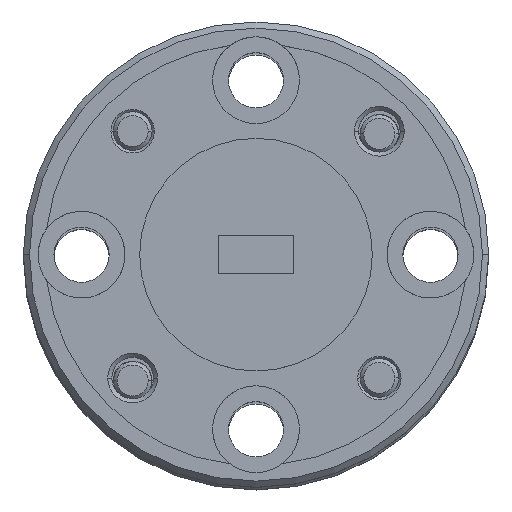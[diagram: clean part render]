
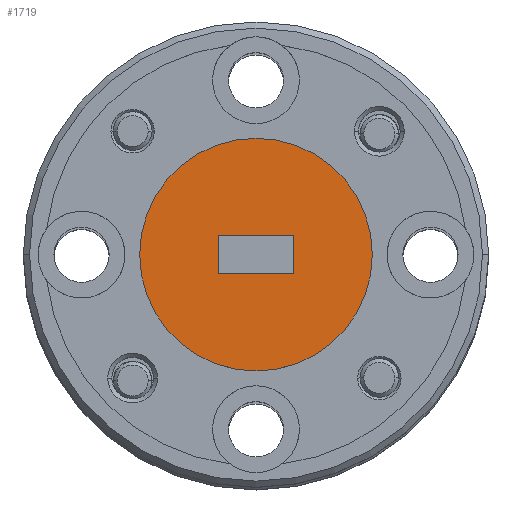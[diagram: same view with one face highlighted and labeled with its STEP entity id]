
A CAD part, top view. The second image highlights one B-rep face of the part: STEP entity #1719.
In plain terms, the highlighted planar face has unit normal (0, 0, 1).
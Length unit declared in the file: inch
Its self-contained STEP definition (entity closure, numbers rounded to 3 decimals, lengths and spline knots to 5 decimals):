
#52 = FACE_BOUND ( 'NONE', #283, .T. ) ;
#179 = DIRECTION ( 'NONE',  ( 0., 0., 1. ) ) ;
#201 = CARTESIAN_POINT ( 'NONE',  ( -0.57273, -0.04869, 0.8353 ) ) ;
#236 = AXIS2_PLACEMENT_3D ( 'NONE', #201, #179, #4208 ) ;
#271 = CARTESIAN_POINT ( 'NONE',  ( -0.57273, -0.04869, 0.8353 ) ) ;
#283 = EDGE_LOOP ( 'NONE', ( #880, #1776, #1200, #1620 ) ) ;
#346 = LINE ( 'NONE', #367, #2278 ) ;
#367 = CARTESIAN_POINT ( 'NONE',  ( -0.63373, -0.01819, 0.8353 ) ) ;
#371 = CARTESIAN_POINT ( 'NONE',  ( -0.63373, -0.07919, 0.8353 ) ) ;
#522 = EDGE_CURVE ( 'NONE', #3030, #1501, #4288, .T. ) ;
#597 = VERTEX_POINT ( 'NONE', #820 ) ;
#639 = CARTESIAN_POINT ( 'NONE',  ( -0.63373, -0.07919, 0.8353 ) ) ;
#820 = CARTESIAN_POINT ( 'NONE',  ( -0.51173, -0.07919, 0.8353 ) ) ;
#847 = VECTOR ( 'NONE', #972, 39.37008 ) ;
#880 = ORIENTED_EDGE ( 'NONE', *, *, #1332, .F. ) ;
#964 = EDGE_CURVE ( 'NONE', #3310, #4391, #346, .T. ) ;
#972 = DIRECTION ( 'NONE',  ( 0., -1., 0. ) ) ;
#1049 = DIRECTION ( 'NONE',  ( 0., 0., 1. ) ) ;
#1113 = ORIENTED_EDGE ( 'NONE', *, *, #2388, .T. ) ;
#1200 = ORIENTED_EDGE ( 'NONE', *, *, #1723, .F. ) ;
#1332 = EDGE_CURVE ( 'NONE', #597, #3310, #2896, .T. ) ;
#1367 = CIRCLE ( 'NONE', #236, 0.1875 ) ;
#1432 = DIRECTION ( 'NONE',  ( 1., 0., 0. ) ) ;
#1501 = VERTEX_POINT ( 'NONE', #2463 ) ;
#1514 = LINE ( 'NONE', #371, #2220 ) ;
#1557 = LINE ( 'NONE', #1628, #847 ) ;
#1620 = ORIENTED_EDGE ( 'NONE', *, *, #964, .F. ) ;
#1628 = CARTESIAN_POINT ( 'NONE',  ( -0.63373, -0.01819, 0.8353 ) ) ;
#1669 = EDGE_CURVE ( 'NONE', #2984, #597, #1514, .T. ) ;
#1688 = CARTESIAN_POINT ( 'NONE',  ( -0.38523, -0.04869, 0.8353 ) ) ;
#1719 = ADVANCED_FACE ( 'NONE', ( #1754, #52 ), #4149, .T. ) ;
#1723 = EDGE_CURVE ( 'NONE', #4391, #2984, #1557, .T. ) ;
#1754 = FACE_OUTER_BOUND ( 'NONE', #3304, .T. ) ;
#1776 = ORIENTED_EDGE ( 'NONE', *, *, #1669, .F. ) ;
#1903 = CARTESIAN_POINT ( 'NONE',  ( -0.63373, -0.01819, 0.8353 ) ) ;
#1923 = DIRECTION ( 'NONE',  ( 1., 0., 0. ) ) ;
#2004 = CARTESIAN_POINT ( 'NONE',  ( -0.57273, -0.04869, 0.8353 ) ) ;
#2220 = VECTOR ( 'NONE', #1432, 39.37008 ) ;
#2270 = VECTOR ( 'NONE', #2281, 39.37008 ) ;
#2278 = VECTOR ( 'NONE', #2333, 39.37008 ) ;
#2281 = DIRECTION ( 'NONE',  ( 0., 1., 0. ) ) ;
#2333 = DIRECTION ( 'NONE',  ( -1., 0., 0. ) ) ;
#2388 = EDGE_CURVE ( 'NONE', #1501, #3030, #1367, .T. ) ;
#2463 = CARTESIAN_POINT ( 'NONE',  ( -0.76023, -0.04869, 0.8353 ) ) ;
#2896 = LINE ( 'NONE', #4277, #2270 ) ;
#2984 = VERTEX_POINT ( 'NONE', #639 ) ;
#3030 = VERTEX_POINT ( 'NONE', #1688 ) ;
#3230 = CARTESIAN_POINT ( 'NONE',  ( -0.51173, -0.01819, 0.8353 ) ) ;
#3304 = EDGE_LOOP ( 'NONE', ( #3926, #1113 ) ) ;
#3310 = VERTEX_POINT ( 'NONE', #3230 ) ;
#3454 = AXIS2_PLACEMENT_3D ( 'NONE', #271, #4304, #1923 ) ;
#3505 = AXIS2_PLACEMENT_3D ( 'NONE', #2004, #1049, #4110 ) ;
#3926 = ORIENTED_EDGE ( 'NONE', *, *, #522, .T. ) ;
#4110 = DIRECTION ( 'NONE',  ( 1., 0., 0. ) ) ;
#4149 = PLANE ( 'NONE',  #3454 ) ;
#4208 = DIRECTION ( 'NONE',  ( 1., 0., 0. ) ) ;
#4277 = CARTESIAN_POINT ( 'NONE',  ( -0.51173, -0.01819, 0.8353 ) ) ;
#4288 = CIRCLE ( 'NONE', #3505, 0.1875 ) ;
#4304 = DIRECTION ( 'NONE',  ( 0., 0., 1. ) ) ;
#4391 = VERTEX_POINT ( 'NONE', #1903 ) ;
